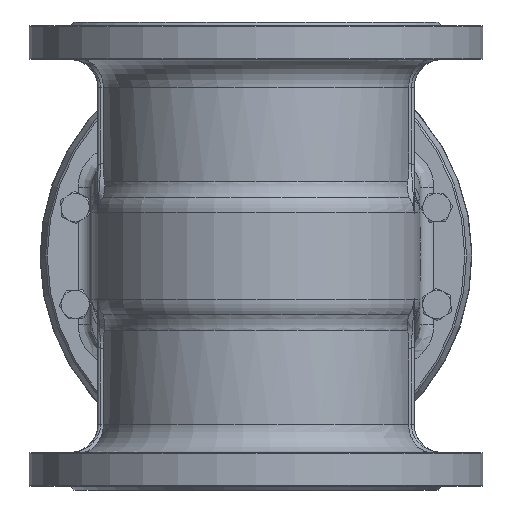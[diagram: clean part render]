
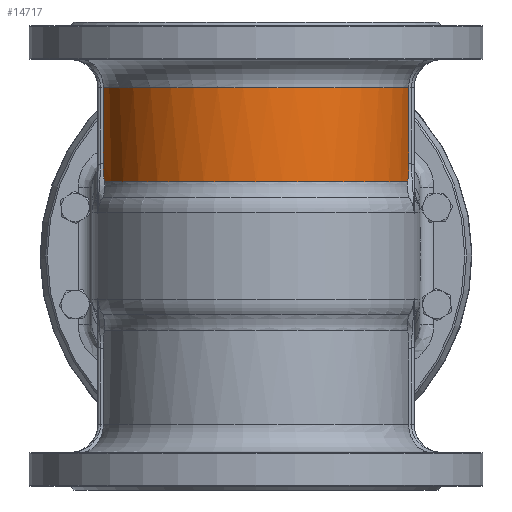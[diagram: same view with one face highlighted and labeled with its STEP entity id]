
A CAD part, front view. The second image highlights one B-rep face of the part: STEP entity #14717.
In plain terms, the highlighted cylindrical face has radius 165 mm (diameter 330 mm), a partial arc.
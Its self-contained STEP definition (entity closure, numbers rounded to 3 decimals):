
#522=B_SPLINE_CURVE_WITH_KNOTS('',3,(#26680,#26681,#26682,#26683,#26684,
#26685),.UNSPECIFIED.,.F.,.F.,(4,2,4),(0.,1.049,2.077),
 .UNSPECIFIED.);
#527=B_SPLINE_CURVE_WITH_KNOTS('',3,(#26849,#26850,#26851,#26852,#26853,
#26854),.UNSPECIFIED.,.F.,.F.,(4,2,4),(0.,1.042,
2.097),.UNSPECIFIED.);
#1538=CYLINDRICAL_SURFACE('',#16124,165.);
#2045=FACE_OUTER_BOUND('',#2963,.T.);
#2963=EDGE_LOOP('',(#11371,#11372,#11373,#11374,#11375,#11376));
#3988=LINE('',#26628,#4786);
#3989=LINE('',#26873,#4787);
#4786=VECTOR('',#19038,10.);
#4787=VECTOR('',#19059,10.);
#5424=CIRCLE('',#16119,165.);
#5428=CIRCLE('',#16125,165.);
#6515=VERTEX_POINT('',#26610);
#6516=VERTEX_POINT('',#26627);
#6517=VERTEX_POINT('',#26679);
#6520=VERTEX_POINT('',#26741);
#6523=VERTEX_POINT('',#26848);
#6525=VERTEX_POINT('',#26871);
#8225=EDGE_CURVE('',#6515,#6516,#3988,.T.);
#8227=EDGE_CURVE('',#6516,#6517,#522,.T.);
#8231=EDGE_CURVE('',#6520,#6517,#5424,.T.);
#8236=EDGE_CURVE('',#6520,#6523,#527,.T.);
#8240=EDGE_CURVE('',#6515,#6525,#5428,.T.);
#8241=EDGE_CURVE('',#6525,#6523,#3989,.T.);
#11371=ORIENTED_EDGE('',*,*,#8227,.F.);
#11372=ORIENTED_EDGE('',*,*,#8225,.F.);
#11373=ORIENTED_EDGE('',*,*,#8240,.T.);
#11374=ORIENTED_EDGE('',*,*,#8241,.T.);
#11375=ORIENTED_EDGE('',*,*,#8236,.F.);
#11376=ORIENTED_EDGE('',*,*,#8231,.T.);
#14717=ADVANCED_FACE('',(#2045),#1538,.T.);
#16119=AXIS2_PLACEMENT_3D('',#26742,#19045,#19046);
#16124=AXIS2_PLACEMENT_3D('',#26870,#19055,#19056);
#16125=AXIS2_PLACEMENT_3D('',#26872,#19057,#19058);
#19038=DIRECTION('',(0.,0.,-1.));
#19045=DIRECTION('center_axis',(0.,0.,1.));
#19046=DIRECTION('ref_axis',(0.,-1.,0.));
#19055=DIRECTION('center_axis',(0.,0.,1.));
#19056=DIRECTION('ref_axis',(1.,0.,0.));
#19057=DIRECTION('center_axis',(0.,0.,-1.));
#19058=DIRECTION('ref_axis',(0.,-1.,0.));
#19059=DIRECTION('',(0.,0.,-1.));
#26610=CARTESIAN_POINT('',(163.095,-25.,430.));
#26627=CARTESIAN_POINT('',(163.095,-25.,349.278));
#26628=CARTESIAN_POINT('',(163.095,-25.,460.));
#26679=CARTESIAN_POINT('',(162.097,-30.816,329.558));
#26680=CARTESIAN_POINT('Ctrl Pts',(163.095,-25.,349.278));
#26681=CARTESIAN_POINT('Ctrl Pts',(163.095,-25.,345.78));
#26682=CARTESIAN_POINT('Ctrl Pts',(163.02,-25.502,342.301));
#26683=CARTESIAN_POINT('Ctrl Pts',(162.7,-27.469,335.636));
#26684=CARTESIAN_POINT('Ctrl Pts',(162.457,-28.92,332.427));
#26685=CARTESIAN_POINT('Ctrl Pts',(162.097,-30.814,329.557));
#26741=CARTESIAN_POINT('',(-162.097,-30.816,329.558));
#26742=CARTESIAN_POINT('Origin',(0.,0.,329.558));
#26848=CARTESIAN_POINT('',(-163.095,-25.,349.278));
#26849=CARTESIAN_POINT('Ctrl Pts',(-162.097,-30.815,
329.557));
#26850=CARTESIAN_POINT('Ctrl Pts',(-162.459,-28.912,
332.441));
#26851=CARTESIAN_POINT('Ctrl Pts',(-162.703,-27.456,
335.666));
#26852=CARTESIAN_POINT('Ctrl Pts',(-163.021,-25.497,
342.334));
#26853=CARTESIAN_POINT('Ctrl Pts',(-163.095,-25.,
345.797));
#26854=CARTESIAN_POINT('Ctrl Pts',(-163.095,-25.,
349.278));
#26870=CARTESIAN_POINT('Origin',(0.,0.,460.));
#26871=CARTESIAN_POINT('',(-163.095,-25.,430.));
#26872=CARTESIAN_POINT('Origin',(0.,0.,430.));
#26873=CARTESIAN_POINT('',(-163.095,-25.,460.));
